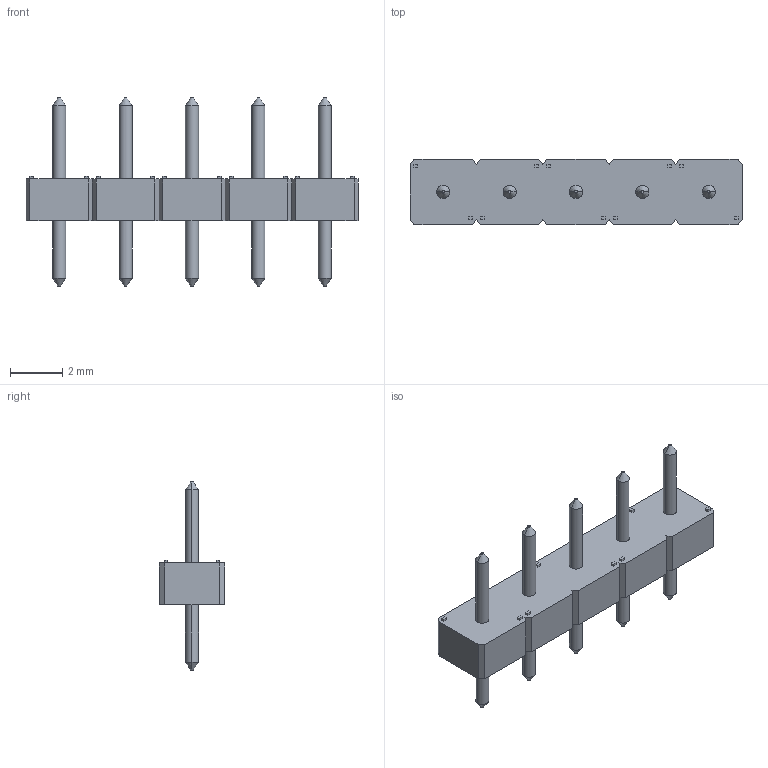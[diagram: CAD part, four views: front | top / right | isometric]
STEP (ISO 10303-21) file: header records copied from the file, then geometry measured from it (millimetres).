
FILE_DESCRIPTION(('FreeCAD Model'),'2;1');
FILE_NAME('pin_header_ap_126-05_g-a.step', '2018-04-03T00:33:03',('kicad StepUp'),('ksu MCAD'), 'Open CASCADE STEP processor 6.8','FreeCAD','Unknown');
FILE_SCHEMA(('AUTOMOTIVE_DESIGN_CC2 { 1 2 10303 214 -1 1 5 4 }'));
Length unit declared in the file: millimetre
Products named in the file (1): pin_header_ap_126-05_g-a
Bounding box: 12.7 x 2.5 x 7.2 mm (x, y, z)
Volume: 55.5 mm3; surface area: 154.7 mm2
Topology: 1 solids, 1 shells, 134 faces, 316 edges, 204 vertices
Faces by surface type: plane 94, cone 20, cylinder 20
Entity records: 4750 total; most frequent: CARTESIAN_POINT 655, DIRECTION 646, ORIENTED_EDGE 632, EDGE_CURVE 316, LINE 256, VECTOR 256, VERTEX_POINT 204, AXIS2_PLACEMENT_3D 195
